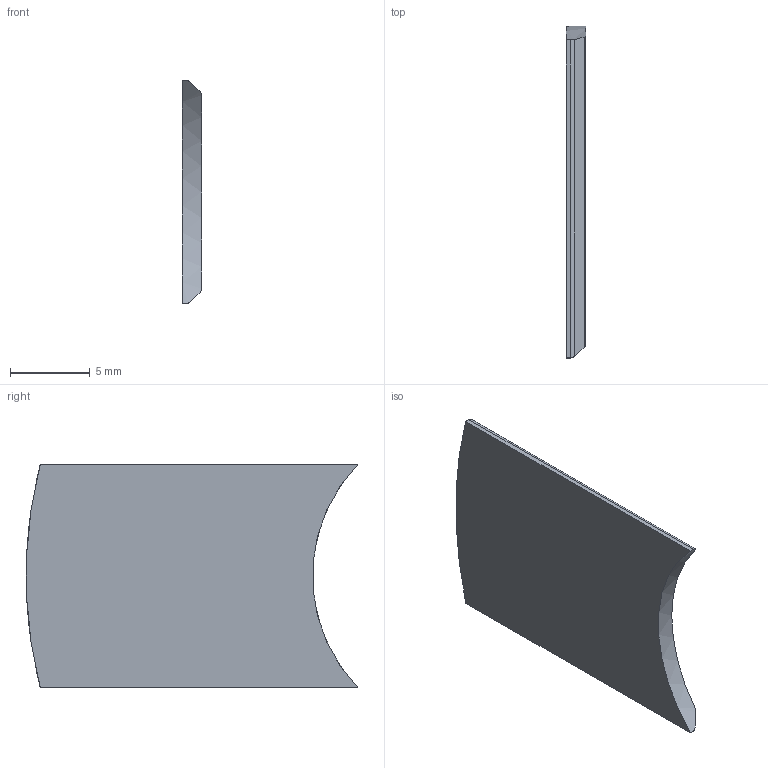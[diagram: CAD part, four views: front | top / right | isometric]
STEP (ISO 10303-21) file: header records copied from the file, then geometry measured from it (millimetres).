
FILE_DESCRIPTION (( 'STEP AP214' ), '1' );
FILE_NAME ('Frame Dust Cover.STEP', '2025-07-06T08:34:48', ( '' ), ( '' ), 'SwSTEP 2.0', 'SolidWorks 2025', '' );
FILE_SCHEMA (( 'AUTOMOTIVE_DESIGN' ));
Length unit declared in the file: millimetre
Products named in the file (1): Frame Dust Cover
Bounding box: 1.2 x 20.86 x 14 mm (x, y, z)
Volume: 299.6 mm3; surface area: 582.8 mm2
Topology: 1 solids, 1 shells, 12 faces, 30 edges, 20 vertices
Faces by surface type: cylinder 6, plane 6
Entity records: 402 total; most frequent: CARTESIAN_POINT 101, ORIENTED_EDGE 60, DIRECTION 48, EDGE_CURVE 30, VERTEX_POINT 20, AXIS2_PLACEMENT_3D 17, LINE 14, VECTOR 14
